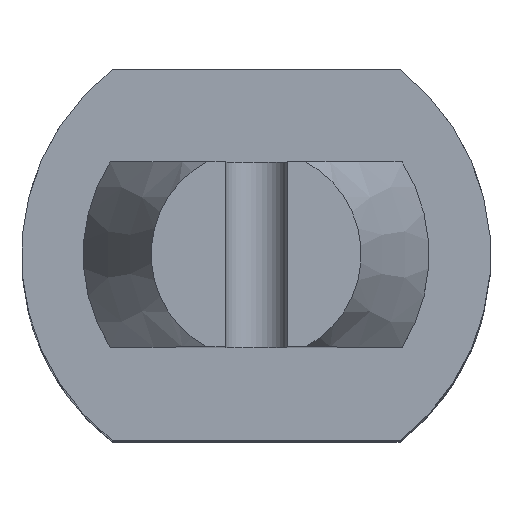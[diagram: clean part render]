
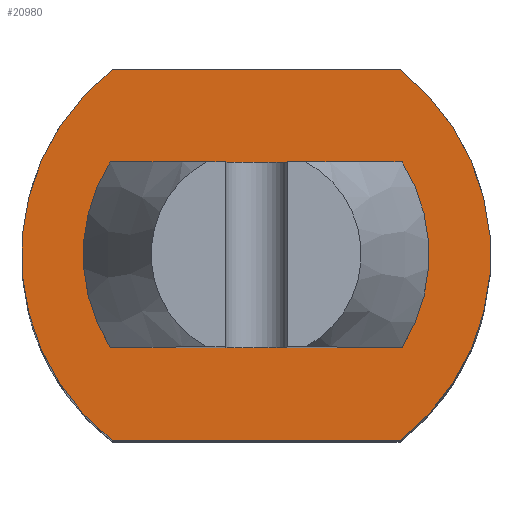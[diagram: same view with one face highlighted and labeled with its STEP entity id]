
A CAD part, top view. The second image highlights one B-rep face of the part: STEP entity #20980.
In plain terms, the highlighted face is planar.
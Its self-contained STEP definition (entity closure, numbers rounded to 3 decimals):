
#440=CARTESIAN_POINT('',(77.14,52.548,-13.5));
#450=VERTEX_POINT('',#440);
#500=CARTESIAN_POINT('',(125.444,52.548,-13.5));
#510=DIRECTION('',(-1.,0.,0.));
#520=VECTOR('',#510,1.);
#530=LINE('',#500,#520);
#540=CARTESIAN_POINT('',(79.473,52.548,-13.5));
#550=VERTEX_POINT('',#540);
#560=EDGE_CURVE('',#550,#450,#530,.T.);
#870=CARTESIAN_POINT('',(78.306,51.048,-13.5));
#880=DIRECTION('',(0.,0.,-1.));
#890=DIRECTION('',(-1.,0.,0.));
#900=AXIS2_PLACEMENT_3D('',#870,#880,#890);
#910=CIRCLE('',#900,1.2);
#920=CARTESIAN_POINT('',(77.37,50.298,-13.5));
#930=VERTEX_POINT('',#920);
#940=CARTESIAN_POINT('',(77.37,51.798,-13.5));
#950=VERTEX_POINT('',#940);
#960=EDGE_CURVE('',#930,#950,#910,.T.);
#5170=CARTESIAN_POINT('',(125.444,50.298,-13.5));
#5180=DIRECTION('',(1.,0.,0.));
#5190=VECTOR('',#5180,1.);
#5200=LINE('',#5170,#5190);
#5210=CARTESIAN_POINT('',(79.243,50.298,-13.5));
#5220=VERTEX_POINT('',#5210);
#5230=EDGE_CURVE('',#930,#5220,#5200,.T.);
#13540=CARTESIAN_POINT('',(77.14,49.548,-13.5));
#13550=VERTEX_POINT('',#13540);
#13580=CARTESIAN_POINT('',(78.306,51.048,-13.5));
#13590=DIRECTION('',(0.,0.,1.));
#13600=DIRECTION('',(1.,0.,0.));
#13610=AXIS2_PLACEMENT_3D('',#13580,#13590,#13600);
#13620=CIRCLE('',#13610,1.9);
#13630=EDGE_CURVE('',#450,#13550,#13620,.T.);
#15110=CARTESIAN_POINT('',(79.473,49.548,-13.5));
#15120=VERTEX_POINT('',#15110);
#17600=CARTESIAN_POINT('',(78.306,51.048,-13.5));
#17610=DIRECTION('',(0.,0.,1.));
#17620=DIRECTION('',(1.,0.,0.));
#17630=AXIS2_PLACEMENT_3D('',#17600,#17610,#17620);
#17640=CIRCLE('',#17630,1.9);
#17650=EDGE_CURVE('',#15120,#550,#17640,.T.);
#20630=CARTESIAN_POINT('',(79.152,49.971,-13.5));
#20640=DIRECTION('',(0.,0.,-1.));
#20650=DIRECTION('',(-1.,0.,0.));
#20660=AXIS2_PLACEMENT_3D('',#20630,#20640,#20650);
#20670=PLANE('',#20660);
#20680=ORIENTED_EDGE('',*,*,#960,.F.);
#20690=CARTESIAN_POINT('',(125.444,51.798,-13.5));
#20700=DIRECTION('',(1.,0.,0.));
#20710=VECTOR('',#20700,1.);
#20720=LINE('',#20690,#20710);
#20730=CARTESIAN_POINT('',(79.243,51.798,-13.5));
#20740=VERTEX_POINT('',#20730);
#20750=EDGE_CURVE('',#950,#20740,#20720,.T.);
#20760=ORIENTED_EDGE('',*,*,#20750,.F.);
#20770=CARTESIAN_POINT('',(78.306,51.048,-13.5));
#20780=DIRECTION('',(0.,0.,-1.));
#20790=DIRECTION('',(-1.,0.,0.));
#20800=AXIS2_PLACEMENT_3D('',#20770,#20780,#20790);
#20810=CIRCLE('',#20800,1.2);
#20820=EDGE_CURVE('',#20740,#5220,#20810,.T.);
#20830=ORIENTED_EDGE('',*,*,#20820,.F.);
#20840=ORIENTED_EDGE('',*,*,#5230,.T.);
#20850=EDGE_LOOP('',(#20840,#20830,#20760,#20680));
#20860=FACE_BOUND('',#20850,.T.);
#20870=ORIENTED_EDGE('',*,*,#17650,.F.);
#20880=ORIENTED_EDGE('',*,*,#560,.F.);
#20890=ORIENTED_EDGE('',*,*,#13630,.F.);
#20900=CARTESIAN_POINT('',(125.444,49.548,-13.5));
#20910=DIRECTION('',(1.,0.,0.));
#20920=VECTOR('',#20910,1.);
#20930=LINE('',#20900,#20920);
#20940=EDGE_CURVE('',#13550,#15120,#20930,.T.);
#20950=ORIENTED_EDGE('',*,*,#20940,.F.);
#20960=EDGE_LOOP('',(#20950,#20890,#20880,#20870));
#20970=FACE_OUTER_BOUND('',#20960,.T.);
#20980=ADVANCED_FACE('',(#20860,#20970),#20670,.T.);
